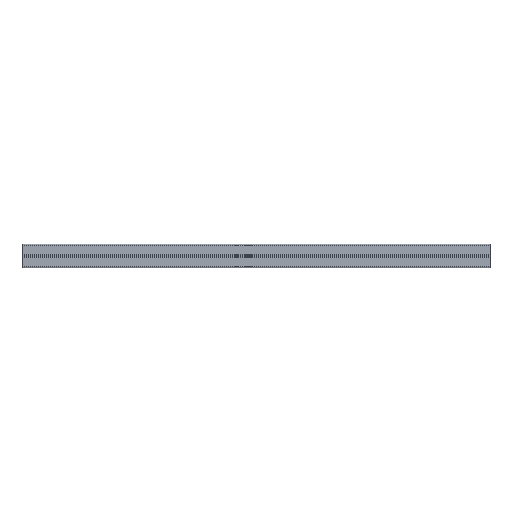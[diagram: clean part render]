
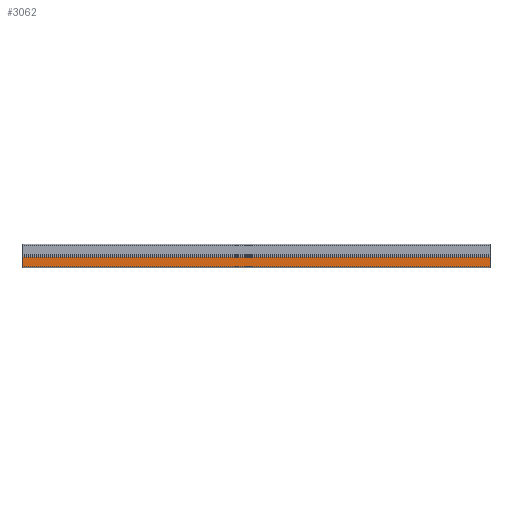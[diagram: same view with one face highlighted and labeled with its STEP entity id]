
A CAD part, top view. The second image highlights one B-rep face of the part: STEP entity #3062.
In plain terms, the highlighted planar face has unit normal (0, 0, 1).
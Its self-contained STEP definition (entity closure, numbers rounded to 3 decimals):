
#119=FACE_OUTER_BOUND('',#280,.T.);
#280=EDGE_LOOP('',(#2309,#2310,#2311,#2312));
#534=LINE('',#4418,#894);
#676=LINE('',#4794,#1036);
#677=LINE('',#4798,#1037);
#678=LINE('',#4799,#1038);
#894=VECTOR('',#3507,1.);
#1036=VECTOR('',#3823,1.);
#1037=VECTOR('',#3828,1.);
#1038=VECTOR('',#3829,1.);
#1271=VERTEX_POINT('',#4415);
#1272=VERTEX_POINT('',#4417);
#1419=VERTEX_POINT('',#4793);
#1420=VERTEX_POINT('',#4797);
#1579=EDGE_CURVE('',#1271,#1272,#534,.T.);
#1767=EDGE_CURVE('',#1419,#1272,#676,.T.);
#1769=EDGE_CURVE('',#1420,#1271,#677,.T.);
#1770=EDGE_CURVE('',#1420,#1419,#678,.T.);
#2309=ORIENTED_EDGE('',*,*,#1769,.F.);
#2310=ORIENTED_EDGE('',*,*,#1770,.T.);
#2311=ORIENTED_EDGE('',*,*,#1767,.T.);
#2312=ORIENTED_EDGE('',*,*,#1579,.F.);
#2944=PLANE('',#3284);
#3062=ADVANCED_FACE('',(#119),#2944,.T.);
#3284=AXIS2_PLACEMENT_3D('',#4796,#3826,#3827);
#3507=DIRECTION('',(0.,-1.,0.));
#3823=DIRECTION('',(1.,0.,0.));
#3826=DIRECTION('center_axis',(0.,0.,1.));
#3827=DIRECTION('ref_axis',(0.,-1.,0.));
#3828=DIRECTION('',(1.,0.,0.));
#3829=DIRECTION('',(0.,-1.,0.));
#4415=CARTESIAN_POINT('',(1828.8,40.85,32.));
#4417=CARTESIAN_POINT('',(1828.8,2.5,32.));
#4418=CARTESIAN_POINT('',(1828.8,40.85,32.));
#4793=CARTESIAN_POINT('',(0.,2.5,32.));
#4794=CARTESIAN_POINT('',(304.8,2.5,32.));
#4796=CARTESIAN_POINT('Origin',(0.,40.85,32.));
#4797=CARTESIAN_POINT('',(0.,40.85,32.));
#4798=CARTESIAN_POINT('',(304.8,40.85,32.));
#4799=CARTESIAN_POINT('',(0.,40.85,32.));
